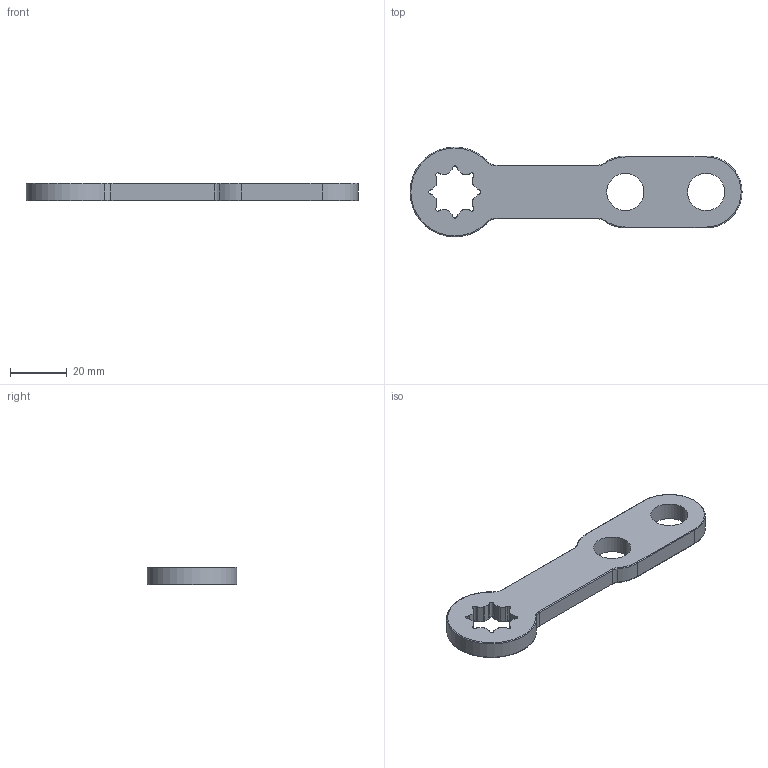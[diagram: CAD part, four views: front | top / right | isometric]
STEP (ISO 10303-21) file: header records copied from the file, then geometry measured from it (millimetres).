
FILE_DESCRIPTION((''),'2;1');
FILE_NAME('B20713','2018-02-22T',('sobrien2'),(''),'CREO PARAMETRIC BY PTC INC, 2015290','CREO PARAMETRIC BY PTC INC, 2015290','');
FILE_SCHEMA(('CONFIG_CONTROL_DESIGN'));
Length unit declared in the file: inch
Products named in the file (1): B20713
Bounding box: 117.47 x 31.74 x 6.35 mm (x, y, z)
Volume: 13998.7 mm3; surface area: 7009.7 mm2
Topology: 1 solids, 1 shells, 90 faces, 240 edges, 152 vertices
Faces by surface type: cylinder 52, plane 22, torus 16
Entity records: 2892 total; most frequent: DIRECTION 548, CARTESIAN_POINT 482, ORIENTED_EDGE 480, EDGE_CURVE 240, AXIS2_PLACEMENT_3D 218, VERTEX_POINT 152, CIRCLE 128, VECTOR 112
